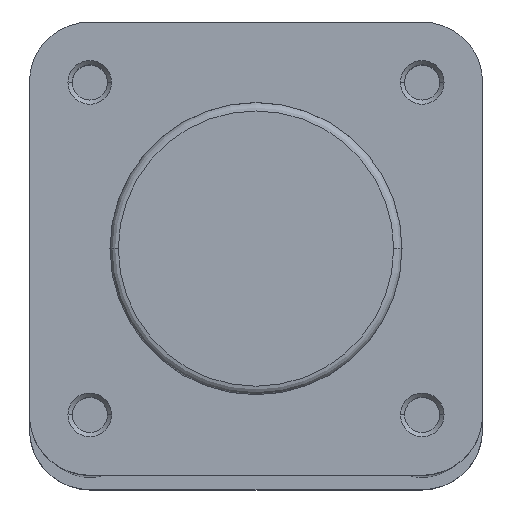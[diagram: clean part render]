
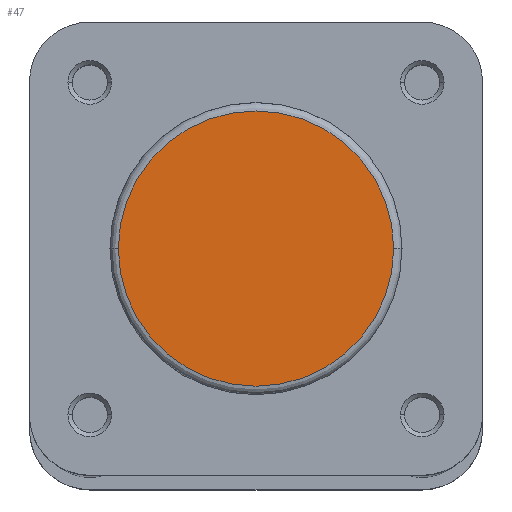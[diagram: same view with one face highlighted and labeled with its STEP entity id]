
A CAD part, top view. The second image highlights one B-rep face of the part: STEP entity #47.
In plain terms, the highlighted planar face has unit normal (0, 0, 1).
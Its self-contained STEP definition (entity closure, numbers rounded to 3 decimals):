
#47 = ADVANCED_FACE ( 'NONE', ( #267 ), #5811, .F. ) ;
#267 = FACE_OUTER_BOUND ( 'NONE', #1482, .T. ) ;
#878 = CIRCLE ( 'NONE', #5099, 16.4 ) ;
#1482 = EDGE_LOOP ( 'NONE', ( #4214, #4215 ) ) ;
#2408 = CARTESIAN_POINT ( 'NONE',  ( 0., 0., 0. ) ) ;
#2409 = DIRECTION ( 'NONE',  ( 0., 0., 1. ) ) ;
#2410 = DIRECTION ( 'NONE',  ( -1., 0., 0. ) ) ;
#3120 = CARTESIAN_POINT ( 'NONE',  ( 0., 0., 0. ) ) ;
#3252 = CIRCLE ( 'NONE', #5227, 16.4 ) ;
#3305 = DIRECTION ( 'NONE',  ( 0., 0., 1. ) ) ;
#3306 = DIRECTION ( 'NONE',  ( -1., 0., 0. ) ) ;
#3362 = CARTESIAN_POINT ( 'NONE',  ( 16.4, 0., 0. ) ) ;
#3523 = CARTESIAN_POINT ( 'NONE',  ( -16.4, 0., 0. ) ) ;
#4214 = ORIENTED_EDGE ( 'NONE', *, *, #4800, .T. ) ;
#4215 = ORIENTED_EDGE ( 'NONE', *, *, #4505, .T. ) ;
#4505 = EDGE_CURVE ( 'NONE', #5565, #5917, #878, .T. ) ;
#4800 = EDGE_CURVE ( 'NONE', #5917, #5565, #3252, .T. ) ;
#4842 = AXIS2_PLACEMENT_3D ( 'NONE', #5813, #5807, #5803 ) ;
#5099 = AXIS2_PLACEMENT_3D ( 'NONE', #2408, #2409, #2410 ) ;
#5227 = AXIS2_PLACEMENT_3D ( 'NONE', #3120, #3305, #3306 ) ;
#5565 = VERTEX_POINT ( 'NONE', #3362 ) ;
#5803 = DIRECTION ( 'NONE',  ( -1., 0., 0. ) ) ;
#5807 = DIRECTION ( 'NONE',  ( 0., 0., -1. ) ) ;
#5811 = PLANE ( 'NONE',  #4842 ) ;
#5813 = CARTESIAN_POINT ( 'NONE',  ( 0., 17.4, 0. ) ) ;
#5917 = VERTEX_POINT ( 'NONE', #3523 ) ;
